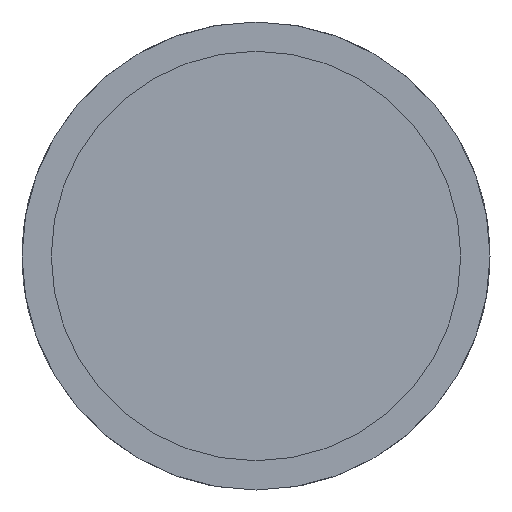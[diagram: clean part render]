
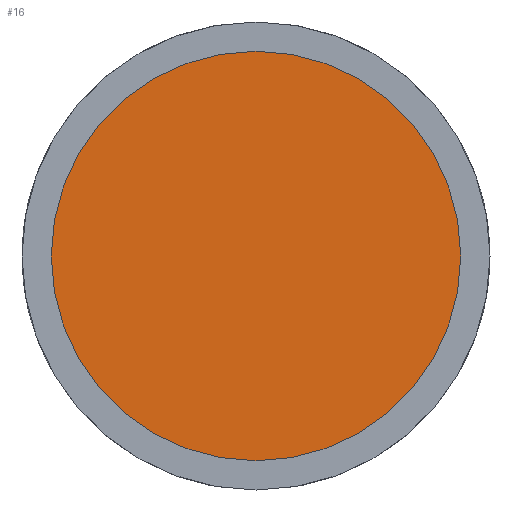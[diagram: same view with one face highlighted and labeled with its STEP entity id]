
A CAD part, front view. The second image highlights one B-rep face of the part: STEP entity #16.
In plain terms, the highlighted planar face has unit normal (0, -1, 0).
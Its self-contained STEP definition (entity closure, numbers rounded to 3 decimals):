
#11 = ORIENTED_EDGE ( 'NONE', *, *, #951, .T. ) ;
#16 = ADVANCED_FACE ( 'NONE', ( #331 ), #1312, .F. ) ;
#174 = AXIS2_PLACEMENT_3D ( 'NONE', #1218, #1211, #936 ) ;
#280 = CIRCLE ( 'NONE', #1586, 17.5 ) ;
#331 = FACE_OUTER_BOUND ( 'NONE', #1513, .T. ) ;
#389 = CIRCLE ( 'NONE', #441, 17.5 ) ;
#438 = DIRECTION ( 'NONE',  ( 0., 0., -1. ) ) ;
#441 = AXIS2_PLACEMENT_3D ( 'NONE', #534, #1017, #438 ) ;
#444 = CARTESIAN_POINT ( 'NONE',  ( 0., 0., 0. ) ) ;
#534 = CARTESIAN_POINT ( 'NONE',  ( 0., 0., 0. ) ) ;
#735 = CARTESIAN_POINT ( 'NONE',  ( 0., 0., -17.5 ) ) ;
#787 = EDGE_CURVE ( 'NONE', #1331, #1348, #389, .T. ) ;
#936 = DIRECTION ( 'NONE',  ( 0., 0., 1. ) ) ;
#937 = DIRECTION ( 'NONE',  ( 0., 0., -1. ) ) ;
#951 = EDGE_CURVE ( 'NONE', #1348, #1331, #280, .T. ) ;
#1017 = DIRECTION ( 'NONE',  ( 0., -1., 0. ) ) ;
#1073 = DIRECTION ( 'NONE',  ( 0., -1., 0. ) ) ;
#1211 = DIRECTION ( 'NONE',  ( 0., 1., 0. ) ) ;
#1218 = CARTESIAN_POINT ( 'NONE',  ( 0., 0., 0. ) ) ;
#1312 = PLANE ( 'NONE',  #174 ) ;
#1331 = VERTEX_POINT ( 'NONE', #735 ) ;
#1348 = VERTEX_POINT ( 'NONE', #1578 ) ;
#1361 = ORIENTED_EDGE ( 'NONE', *, *, #787, .T. ) ;
#1513 = EDGE_LOOP ( 'NONE', ( #1361, #11 ) ) ;
#1578 = CARTESIAN_POINT ( 'NONE',  ( 0., 0., 17.5 ) ) ;
#1586 = AXIS2_PLACEMENT_3D ( 'NONE', #444, #1073, #937 ) ;
